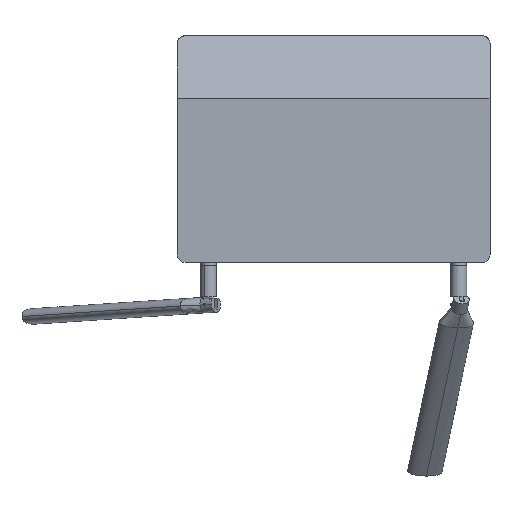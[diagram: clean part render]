
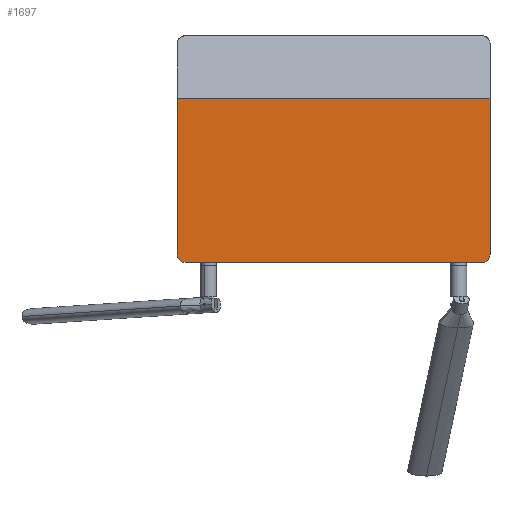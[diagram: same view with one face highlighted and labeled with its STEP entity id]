
A CAD part, front view. The second image highlights one B-rep face of the part: STEP entity #1697.
In plain terms, the highlighted planar face has unit normal (0, -1, 0).
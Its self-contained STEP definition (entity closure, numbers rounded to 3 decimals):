
#30 = EDGE_CURVE ( 'NONE', #2263, #732, #944, .T. ) ;
#36 = AXIS2_PLACEMENT_3D ( 'NONE', #1630, #137, #1610 ) ;
#53 = VERTEX_POINT ( 'NONE', #952 ) ;
#73 = PLANE ( 'NONE',  #1599 ) ;
#95 = EDGE_CURVE ( 'NONE', #2324, #2650, #2676, .T. ) ;
#137 = DIRECTION ( 'NONE',  ( 0., -1., 0. ) ) ;
#244 = DIRECTION ( 'NONE',  ( 0., -1., 0. ) ) ;
#310 = DIRECTION ( 'NONE',  ( 0., 0., -1. ) ) ;
#535 = AXIS2_PLACEMENT_3D ( 'NONE', #1755, #244, #2599 ) ;
#563 = DIRECTION ( 'NONE',  ( 0., 0., -1. ) ) ;
#732 = VERTEX_POINT ( 'NONE', #2469 ) ;
#741 = LINE ( 'NONE', #1951, #1312 ) ;
#944 = CIRCLE ( 'NONE', #36, 5. ) ;
#952 = CARTESIAN_POINT ( 'NONE',  ( -100., 0., 32.5 ) ) ;
#1224 = ORIENTED_EDGE ( 'NONE', *, *, #1754, .F. ) ;
#1236 = FACE_OUTER_BOUND ( 'NONE', #2712, .T. ) ;
#1268 = VERTEX_POINT ( 'NONE', #1489 ) ;
#1275 = CARTESIAN_POINT ( 'NONE',  ( -100., 0., 32.5 ) ) ;
#1277 = EDGE_CURVE ( 'NONE', #2324, #53, #1538, .T. ) ;
#1312 = VECTOR ( 'NONE', #1962, 1000. ) ;
#1331 = CARTESIAN_POINT ( 'NONE',  ( 0., 0., 0. ) ) ;
#1367 = CARTESIAN_POINT ( 'NONE',  ( -100., 0., 72.5 ) ) ;
#1489 = CARTESIAN_POINT ( 'NONE',  ( 95., 0., -72.5 ) ) ;
#1538 = LINE ( 'NONE', #1275, #2238 ) ;
#1567 = DIRECTION ( 'NONE',  ( 0., 0., 1. ) ) ;
#1599 = AXIS2_PLACEMENT_3D ( 'NONE', #1331, #2632, #310 ) ;
#1610 = DIRECTION ( 'NONE',  ( 0., 0., -1. ) ) ;
#1625 = CARTESIAN_POINT ( 'NONE',  ( 100., 0., -67.5 ) ) ;
#1630 = CARTESIAN_POINT ( 'NONE',  ( -95., 0., -67.5 ) ) ;
#1697 = ADVANCED_FACE ( 'NONE', ( #1236 ), #73, .T. ) ;
#1729 = ORIENTED_EDGE ( 'NONE', *, *, #30, .T. ) ;
#1754 = EDGE_CURVE ( 'NONE', #2263, #53, #1816, .T. ) ;
#1755 = CARTESIAN_POINT ( 'NONE',  ( 95., 0., -67.5 ) ) ;
#1816 = LINE ( 'NONE', #1367, #2505 ) ;
#1922 = DIRECTION ( 'NONE',  ( -1., 0., 0. ) ) ;
#1951 = CARTESIAN_POINT ( 'NONE',  ( -100., 0., -72.5 ) ) ;
#1962 = DIRECTION ( 'NONE',  ( -1., 0., 0. ) ) ;
#1968 = ORIENTED_EDGE ( 'NONE', *, *, #1277, .T. ) ;
#2108 = CARTESIAN_POINT ( 'NONE',  ( 100., 0., 32.5 ) ) ;
#2138 = ORIENTED_EDGE ( 'NONE', *, *, #95, .F. ) ;
#2183 = CIRCLE ( 'NONE', #535, 5. ) ;
#2238 = VECTOR ( 'NONE', #1922, 1000. ) ;
#2263 = VERTEX_POINT ( 'NONE', #2548 ) ;
#2265 = CARTESIAN_POINT ( 'NONE',  ( 100., 0., 72.5 ) ) ;
#2288 = ORIENTED_EDGE ( 'NONE', *, *, #2487, .F. ) ;
#2324 = VERTEX_POINT ( 'NONE', #2108 ) ;
#2464 = EDGE_CURVE ( 'NONE', #1268, #2650, #2183, .T. ) ;
#2469 = CARTESIAN_POINT ( 'NONE',  ( -95., 0., -72.5 ) ) ;
#2487 = EDGE_CURVE ( 'NONE', #1268, #732, #741, .T. ) ;
#2505 = VECTOR ( 'NONE', #1567, 1000. ) ;
#2519 = ORIENTED_EDGE ( 'NONE', *, *, #2464, .T. ) ;
#2548 = CARTESIAN_POINT ( 'NONE',  ( -100., 0., -67.5 ) ) ;
#2599 = DIRECTION ( 'NONE',  ( 0., 0., -1. ) ) ;
#2632 = DIRECTION ( 'NONE',  ( 0., -1., 0. ) ) ;
#2650 = VERTEX_POINT ( 'NONE', #1625 ) ;
#2676 = LINE ( 'NONE', #2265, #2707 ) ;
#2707 = VECTOR ( 'NONE', #563, 1000. ) ;
#2712 = EDGE_LOOP ( 'NONE', ( #1224, #1729, #2288, #2519, #2138, #1968 ) ) ;
